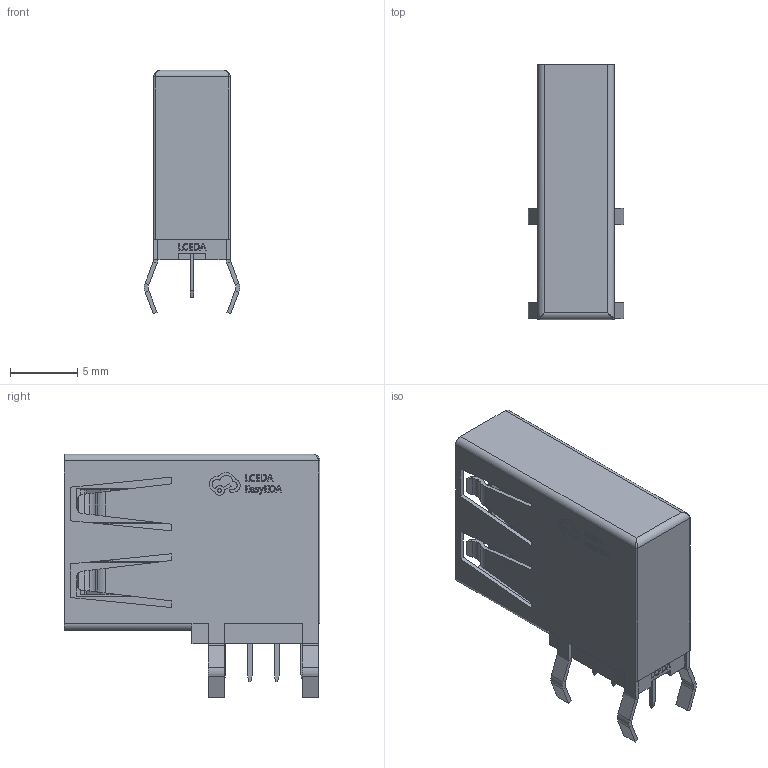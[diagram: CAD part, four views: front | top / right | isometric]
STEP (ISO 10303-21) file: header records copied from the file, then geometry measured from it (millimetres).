
FILE_DESCRIPTION (( 'STEP AP214' ), '1' );
FILE_NAME ('USB-A-TH_L19.6-W7.1-H14.5.step', '2022-07-15T08:51:55', ( '' ), ( '' ), 'SwSTEP 2.0', 'SolidWorks 2020', '' );
FILE_SCHEMA (( 'AUTOMOTIVE_DESIGN' ));
Length unit declared in the file: millimetre
Products named in the file (1): USB-A-TH_L19.6-W7.1-H14.5
Bounding box: 7.09 x 19 x 18.1 mm (x, y, z)
Volume: 1055.7 mm3; surface area: 1595.4 mm2
Topology: 14 solids, 14 shells, 637 faces, 1630 edges, 1036 vertices
Faces by surface type: plane 436, bspline 114, cylinder 87
Entity records: 27322 total; most frequent: CARTESIAN_POINT 5704, ORIENTED_EDGE 3256, DIRECTION 2472, EDGE_CURVE 1628, LINE 1208, VECTOR 1208, VERTEX_POINT 1036, EDGE_LOOP 674
